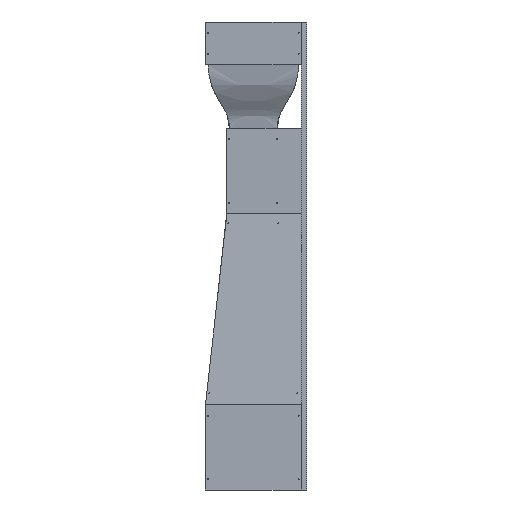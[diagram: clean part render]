
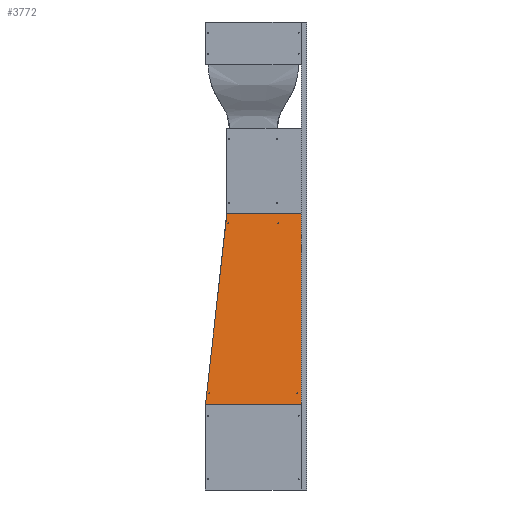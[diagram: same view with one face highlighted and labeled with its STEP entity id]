
A CAD part, left-side view. The second image highlights one B-rep face of the part: STEP entity #3772.
In plain terms, the highlighted planar face has unit normal (-0.994, 0, 0.11).
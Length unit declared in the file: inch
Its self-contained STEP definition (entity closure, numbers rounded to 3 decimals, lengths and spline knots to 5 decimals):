
#54 = EDGE_CURVE ( 'NONE', #1971, #11259, #11829, .T. ) ;
#116 = ORIENTED_EDGE ( 'NONE', *, *, #7401, .F. ) ;
#249 = ORIENTED_EDGE ( 'NONE', *, *, #7687, .F. ) ;
#420 = FACE_OUTER_BOUND ( 'NONE', #2939, .T. ) ;
#536 = CIRCLE ( 'NONE', #8901, 0.04687 ) ;
#754 = AXIS2_PLACEMENT_3D ( 'NONE', #9627, #14440, #3938 ) ;
#843 = CARTESIAN_POINT ( 'NONE',  ( -4.38858, 4.13804, -20.96954 ) ) ;
#1166 = CARTESIAN_POINT ( 'NONE',  ( -2.50308, 2.4846, -4. ) ) ;
#1217 = ORIENTED_EDGE ( 'NONE', *, *, #7203, .F. ) ;
#1237 = ORIENTED_EDGE ( 'NONE', *, *, #13434, .F. ) ;
#1298 = EDGE_LOOP ( 'NONE', ( #8017, #1237 ) ) ;
#1479 = CIRCLE ( 'NONE', #754, 0.04687 ) ;
#1502 = CIRCLE ( 'NONE', #3176, 0.04687 ) ;
#1512 = VERTEX_POINT ( 'NONE', #1864 ) ;
#1536 = DIRECTION ( 'NONE',  ( -0.11, 0.111, -0.988 ) ) ;
#1570 = CARTESIAN_POINT ( 'NONE',  ( -2.0578, -2.03382, 0.00748 ) ) ;
#1682 = DIRECTION ( 'NONE',  ( 0.11, 0., 0.994 ) ) ;
#1746 = EDGE_LOOP ( 'NONE', ( #11715, #7273 ) ) ;
#1864 = CARTESIAN_POINT ( 'NONE',  ( -4.38858, -4.13804, -20.96954 ) ) ;
#1971 = VERTEX_POINT ( 'NONE', #8940 ) ;
#2008 = DIRECTION ( 'NONE',  ( 0.11, 0., 0.994 ) ) ;
#2025 = DIRECTION ( 'NONE',  ( -0.994, 0., 0.11 ) ) ;
#2339 = CARTESIAN_POINT ( 'NONE',  ( -2.50308, -4.5, -4. ) ) ;
#2381 = EDGE_CURVE ( 'NONE', #1971, #6373, #3904, .T. ) ;
#2570 = CARTESIAN_POINT ( 'NONE',  ( -4.37823, 4.13804, -20.87637 ) ) ;
#2719 = AXIS2_PLACEMENT_3D ( 'NONE', #3962, #13124, #12371 ) ;
#2819 = EDGE_CURVE ( 'NONE', #11259, #8175, #10055, .T. ) ;
#2878 = FACE_BOUND ( 'NONE', #1746, .T. ) ;
#2939 = EDGE_LOOP ( 'NONE', ( #13411, #14568, #7319, #4405, #13957 ) ) ;
#3176 = AXIS2_PLACEMENT_3D ( 'NONE', #3386, #9158, #11343 ) ;
#3211 = EDGE_CURVE ( 'NONE', #1512, #8007, #7987, .T. ) ;
#3386 = CARTESIAN_POINT ( 'NONE',  ( -2.60734, 2.36197, -4.93836 ) ) ;
#3389 = AXIS2_PLACEMENT_3D ( 'NONE', #13398, #4173, #2008 ) ;
#3772 = ADVANCED_FACE ( 'NONE', ( #13092, #7441, #4989, #2878, #420 ), #14204, .F. ) ;
#3828 = AXIS2_PLACEMENT_3D ( 'NONE', #14833, #7858, #13786 ) ;
#3888 = VECTOR ( 'NONE', #11632, 39.37008 ) ;
#3904 = LINE ( 'NONE', #5117, #12089 ) ;
#3938 = DIRECTION ( 'NONE',  ( 0.11, 0., 0.994 ) ) ;
#3962 = CARTESIAN_POINT ( 'NONE',  ( -4.38341, -4.13804, -20.92296 ) ) ;
#4037 = CARTESIAN_POINT ( 'NONE',  ( -4.37823, -4.13804, -20.87637 ) ) ;
#4090 = CIRCLE ( 'NONE', #3389, 0.04687 ) ;
#4173 = DIRECTION ( 'NONE',  ( -0.994, 0., 0.11 ) ) ;
#4228 = VERTEX_POINT ( 'NONE', #6400 ) ;
#4308 = CARTESIAN_POINT ( 'NONE',  ( -2.60216, -2.36197, -4.89178 ) ) ;
#4405 = ORIENTED_EDGE ( 'NONE', *, *, #11591, .T. ) ;
#4906 = VERTEX_POINT ( 'NONE', #2570 ) ;
#4989 = FACE_BOUND ( 'NONE', #1298, .T. ) ;
#5117 = CARTESIAN_POINT ( 'NONE',  ( -4.49694, -4., -21.94478 ) ) ;
#5502 = CARTESIAN_POINT ( 'NONE',  ( -2.0578, -4.5, 0.00748 ) ) ;
#5779 = ORIENTED_EDGE ( 'NONE', *, *, #9586, .F. ) ;
#5903 = EDGE_CURVE ( 'NONE', #9860, #6373, #13982, .T. ) ;
#6129 = DIRECTION ( 'NONE',  ( 0.11, 0.111, 0.988 ) ) ;
#6373 = VERTEX_POINT ( 'NONE', #13933 ) ;
#6400 = CARTESIAN_POINT ( 'NONE',  ( -2.60216, 2.36197, -4.89178 ) ) ;
#6474 = AXIS2_PLACEMENT_3D ( 'NONE', #12523, #2025, #9422 ) ;
#6492 = CARTESIAN_POINT ( 'NONE',  ( -2.61252, 2.36197, -4.98495 ) ) ;
#7052 = CARTESIAN_POINT ( 'NONE',  ( -4.38341, -4.13804, -20.92296 ) ) ;
#7203 = EDGE_CURVE ( 'NONE', #4906, #13720, #4090, .T. ) ;
#7273 = ORIENTED_EDGE ( 'NONE', *, *, #3211, .F. ) ;
#7319 = ORIENTED_EDGE ( 'NONE', *, *, #2819, .T. ) ;
#7370 = CARTESIAN_POINT ( 'NONE',  ( -2.03353, -4., 0.22595 ) ) ;
#7375 = CARTESIAN_POINT ( 'NONE',  ( -2.60734, 2.36197, -4.93836 ) ) ;
#7401 = EDGE_CURVE ( 'NONE', #4228, #13037, #536, .T. ) ;
#7441 = FACE_BOUND ( 'NONE', #11864, .T. ) ;
#7687 = EDGE_CURVE ( 'NONE', #13037, #4228, #1502, .T. ) ;
#7735 = VECTOR ( 'NONE', #1536, 39.37008 ) ;
#7858 = DIRECTION ( 'NONE',  ( -0.994, 0., 0.11 ) ) ;
#7987 = CIRCLE ( 'NONE', #2719, 0.04687 ) ;
#8007 = VERTEX_POINT ( 'NONE', #4037 ) ;
#8017 = ORIENTED_EDGE ( 'NONE', *, *, #10559, .F. ) ;
#8175 = VERTEX_POINT ( 'NONE', #2339 ) ;
#8318 = CARTESIAN_POINT ( 'NONE',  ( -2.50308, -4., -4. ) ) ;
#8517 = AXIS2_PLACEMENT_3D ( 'NONE', #7052, #13747, #12852 ) ;
#8523 = VERTEX_POINT ( 'NONE', #13148 ) ;
#8713 = DIRECTION ( 'NONE',  ( 0.11, 0., 0.994 ) ) ;
#8901 = AXIS2_PLACEMENT_3D ( 'NONE', #7375, #14062, #10752 ) ;
#8940 = CARTESIAN_POINT ( 'NONE',  ( -4.49694, -4.50308, -21.94478 ) ) ;
#9158 = DIRECTION ( 'NONE',  ( -0.994, 0., 0.11 ) ) ;
#9261 = CARTESIAN_POINT ( 'NONE',  ( -1.96025, 1.93507, 0.8854 ) ) ;
#9422 = DIRECTION ( 'NONE',  ( 0.11, 0., 0.994 ) ) ;
#9586 = EDGE_CURVE ( 'NONE', #13720, #4906, #11007, .T. ) ;
#9627 = CARTESIAN_POINT ( 'NONE',  ( -2.60734, -2.36197, -4.93836 ) ) ;
#9672 = DIRECTION ( 'NONE',  ( 0., 1., 0. ) ) ;
#9752 = EDGE_LOOP ( 'NONE', ( #116, #249 ) ) ;
#9860 = VERTEX_POINT ( 'NONE', #1166 ) ;
#10055 = LINE ( 'NONE', #5502, #11567 ) ;
#10559 = EDGE_CURVE ( 'NONE', #12450, #8523, #12958, .T. ) ;
#10748 = CARTESIAN_POINT ( 'NONE',  ( -4.4939, -4.5, -21.91743 ) ) ;
#10752 = DIRECTION ( 'NONE',  ( 0.11, 0., 0.994 ) ) ;
#11007 = CIRCLE ( 'NONE', #3828, 0.04687 ) ;
#11259 = VERTEX_POINT ( 'NONE', #10748 ) ;
#11343 = DIRECTION ( 'NONE',  ( 0.11, 0., 0.994 ) ) ;
#11567 = VECTOR ( 'NONE', #8713, 39.37008 ) ;
#11591 = EDGE_CURVE ( 'NONE', #8175, #9860, #11845, .T. ) ;
#11632 = DIRECTION ( 'NONE',  ( 0., 1., 0. ) ) ;
#11715 = ORIENTED_EDGE ( 'NONE', *, *, #14004, .F. ) ;
#11829 = LINE ( 'NONE', #1570, #11849 ) ;
#11845 = LINE ( 'NONE', #8318, #3888 ) ;
#11849 = VECTOR ( 'NONE', #6129, 39.37008 ) ;
#11864 = EDGE_LOOP ( 'NONE', ( #1217, #5779 ) ) ;
#11947 = DIRECTION ( 'NONE',  ( 0.994, 0., -0.11 ) ) ;
#12089 = VECTOR ( 'NONE', #9672, 39.37008 ) ;
#12371 = DIRECTION ( 'NONE',  ( 0.11, 0., 0.994 ) ) ;
#12450 = VERTEX_POINT ( 'NONE', #4308 ) ;
#12523 = CARTESIAN_POINT ( 'NONE',  ( -2.60734, -2.36197, -4.93836 ) ) ;
#12852 = DIRECTION ( 'NONE',  ( 0.11, 0., 0.994 ) ) ;
#12958 = CIRCLE ( 'NONE', #6474, 0.04687 ) ;
#13037 = VERTEX_POINT ( 'NONE', #6492 ) ;
#13092 = FACE_BOUND ( 'NONE', #9752, .T. ) ;
#13093 = CIRCLE ( 'NONE', #8517, 0.04687 ) ;
#13124 = DIRECTION ( 'NONE',  ( -0.994, 0., 0.11 ) ) ;
#13148 = CARTESIAN_POINT ( 'NONE',  ( -2.61252, -2.36197, -4.98495 ) ) ;
#13398 = CARTESIAN_POINT ( 'NONE',  ( -4.38341, 4.13804, -20.92296 ) ) ;
#13411 = ORIENTED_EDGE ( 'NONE', *, *, #2381, .F. ) ;
#13434 = EDGE_CURVE ( 'NONE', #8523, #12450, #1479, .T. ) ;
#13720 = VERTEX_POINT ( 'NONE', #843 ) ;
#13747 = DIRECTION ( 'NONE',  ( -0.994, 0., 0.11 ) ) ;
#13786 = DIRECTION ( 'NONE',  ( 0.11, 0., 0.994 ) ) ;
#13933 = CARTESIAN_POINT ( 'NONE',  ( -4.49694, 4.50308, -21.94478 ) ) ;
#13957 = ORIENTED_EDGE ( 'NONE', *, *, #5903, .T. ) ;
#13982 = LINE ( 'NONE', #9261, #7735 ) ;
#14004 = EDGE_CURVE ( 'NONE', #8007, #1512, #13093, .T. ) ;
#14062 = DIRECTION ( 'NONE',  ( -0.994, 0., 0.11 ) ) ;
#14204 = PLANE ( 'NONE',  #14214 ) ;
#14214 = AXIS2_PLACEMENT_3D ( 'NONE', #7370, #11947, #1682 ) ;
#14440 = DIRECTION ( 'NONE',  ( -0.994, 0., 0.11 ) ) ;
#14568 = ORIENTED_EDGE ( 'NONE', *, *, #54, .T. ) ;
#14833 = CARTESIAN_POINT ( 'NONE',  ( -4.38341, 4.13804, -20.92296 ) ) ;
